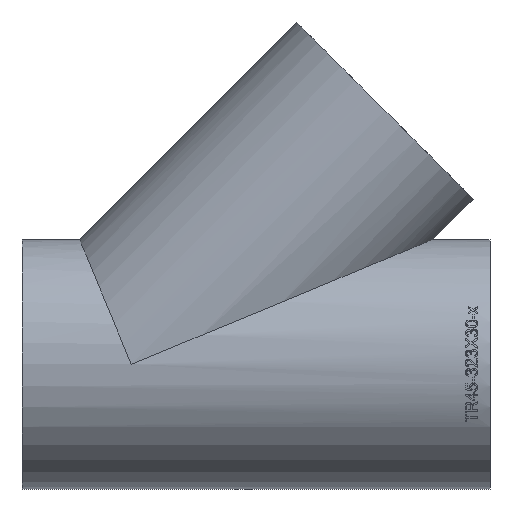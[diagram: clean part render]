
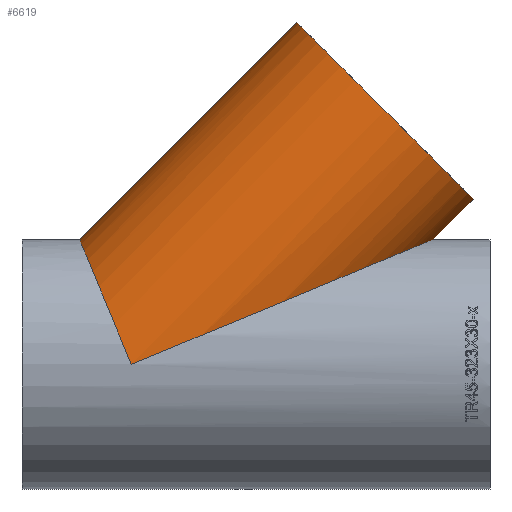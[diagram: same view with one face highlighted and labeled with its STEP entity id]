
A CAD part, top view. The second image highlights one B-rep face of the part: STEP entity #6619.
In plain terms, the highlighted cylindrical face has radius 161.95 mm (diameter 323.9 mm), a full revolution.
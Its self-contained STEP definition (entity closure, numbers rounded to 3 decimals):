
#809 = DIRECTION ( 'NONE',  ( -0.707, 0.707, 0. ) ) ;
#1836 = CARTESIAN_POINT ( 'NONE',  ( -161.982, 0., -161.95 ) ) ;
#2668 = EDGE_CURVE ( 'NONE', #30468, #30468, #31028, .T. ) ;
#2764 = CARTESIAN_POINT ( 'NONE',  ( 53.001, 444.015, 0. ) ) ;
#4345 = ORIENTED_EDGE ( 'NONE', *, *, #2668, .F. ) ;
#4610 = EDGE_LOOP ( 'NONE', ( #16002, #14927 ) ) ;
#6619 = ADVANCED_FACE ( 'NONE', ( #7855, #7450 ), #12100, .T. ) ;
#7349 = EDGE_CURVE ( 'NONE', #15540, #21018, #12638, .T. ) ;
#7450 = FACE_OUTER_BOUND ( 'NONE', #25461, .T. ) ;
#7855 = FACE_OUTER_BOUND ( 'NONE', #4610, .T. ) ;
#9186 = CARTESIAN_POINT ( 'NONE',  ( -161.982, 0., 161.95 ) ) ;
#11672 = CARTESIAN_POINT ( 'NONE',  ( -161.982, 0., 161.95 ) ) ;
#12100 = CYLINDRICAL_SURFACE ( 'NONE', #13611, 161.95 ) ;
#12638 =( BOUNDED_CURVE ( )  B_SPLINE_CURVE ( 3, ( #9186, #16613, #16293, #1836 ),
 .UNSPECIFIED., .F., .T. ) 
 B_SPLINE_CURVE_WITH_KNOTS ( ( 4, 4 ),
 ( 4.712, 7.854 ),
 .UNSPECIFIED. ) 
 CURVE ( )  GEOMETRIC_REPRESENTATION_ITEM ( )  RATIONAL_B_SPLINE_CURVE ( ( 1., 0.333, 0.333, 1. ) ) 
 REPRESENTATION_ITEM ( '' )  );
#13611 = AXIS2_PLACEMENT_3D ( 'NONE', #27637, #19071, #26437 ) ;
#14927 = ORIENTED_EDGE ( 'NONE', *, *, #7349, .F. ) ;
#15540 = VERTEX_POINT ( 'NONE', #11672 ) ;
#16002 = ORIENTED_EDGE ( 'NONE', *, *, #30121, .F. ) ;
#16293 = CARTESIAN_POINT ( 'NONE',  ( -296.146, 323.9, -161.95 ) ) ;
#16613 = CARTESIAN_POINT ( 'NONE',  ( -296.146, 323.9, 161.95 ) ) ;
#18182 = DIRECTION ( 'NONE',  ( 0.707, 0.707, 0. ) ) ;
#19071 = DIRECTION ( 'NONE',  ( 0.707, 0.707, 0. ) ) ;
#19135 = AXIS2_PLACEMENT_3D ( 'NONE', #25576, #18182, #809 ) ;
#20749 = CARTESIAN_POINT ( 'NONE',  ( -161.982, 0., 161.95 ) ) ;
#21018 = VERTEX_POINT ( 'NONE', #28278 ) ;
#23518 = CARTESIAN_POINT ( 'NONE',  ( -161.982, 0., -161.95 ) ) ;
#25097 =( BOUNDED_CURVE ( )  B_SPLINE_CURVE ( 3, ( #23518, #30478, #25757, #20749 ),
 .UNSPECIFIED., .F., .T. ) 
 B_SPLINE_CURVE_WITH_KNOTS ( ( 4, 4 ),
 ( 1.571, 4.712 ),
 .UNSPECIFIED. ) 
 CURVE ( )  GEOMETRIC_REPRESENTATION_ITEM ( )  RATIONAL_B_SPLINE_CURVE ( ( 1., 0.333, 0.333, 1. ) ) 
 REPRESENTATION_ITEM ( '' )  );
#25461 = EDGE_LOOP ( 'NONE', ( #4345 ) ) ;
#25576 = CARTESIAN_POINT ( 'NONE',  ( 167.517, 329.499, 0. ) ) ;
#25757 = CARTESIAN_POINT ( 'NONE',  ( 619.982, 323.9, 161.95 ) ) ;
#26437 = DIRECTION ( 'NONE',  ( -0.707, 0.707, 0. ) ) ;
#27637 = CARTESIAN_POINT ( 'NONE',  ( 167.517, 329.499, 0. ) ) ;
#28278 = CARTESIAN_POINT ( 'NONE',  ( -161.982, 0., -161.95 ) ) ;
#30121 = EDGE_CURVE ( 'NONE', #21018, #15540, #25097, .T. ) ;
#30468 = VERTEX_POINT ( 'NONE', #2764 ) ;
#30478 = CARTESIAN_POINT ( 'NONE',  ( 619.982, 323.9, -161.95 ) ) ;
#31028 = CIRCLE ( 'NONE', #19135, 161.95 ) ;
